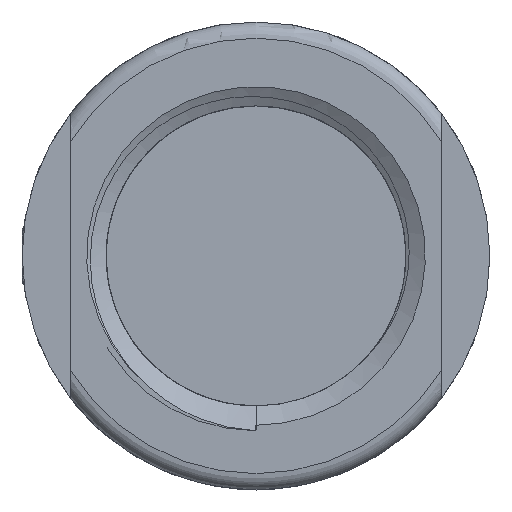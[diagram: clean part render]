
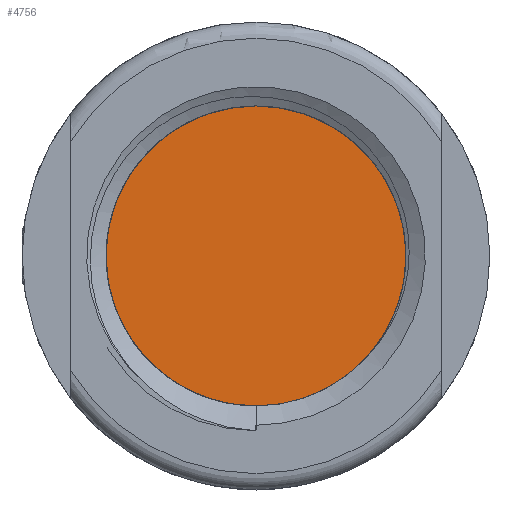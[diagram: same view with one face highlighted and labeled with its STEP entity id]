
A CAD part, left-side view. The second image highlights one B-rep face of the part: STEP entity #4756.
In plain terms, the highlighted planar face has unit normal (-1, 0, 0).
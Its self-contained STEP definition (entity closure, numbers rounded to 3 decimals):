
#137=PLANE('',#5276);
#1124=FACE_OUTER_BOUND('',#1426,.T.);
#1426=EDGE_LOOP('',(#3862,#3863));
#1775=CIRCLE('',#5277,9.573);
#1776=CIRCLE('',#5278,9.573);
#2161=VERTEX_POINT('',#10203);
#2162=VERTEX_POINT('',#10204);
#2803=EDGE_CURVE('',#2161,#2162,#1775,.T.);
#2804=EDGE_CURVE('',#2162,#2161,#1776,.T.);
#3862=ORIENTED_EDGE('',*,*,#2803,.F.);
#3863=ORIENTED_EDGE('',*,*,#2804,.F.);
#4756=ADVANCED_FACE('',(#1124),#137,.T.);
#5276=AXIS2_PLACEMENT_3D('',#10202,#6249,#6250);
#5277=AXIS2_PLACEMENT_3D('',#10205,#6251,#6252);
#5278=AXIS2_PLACEMENT_3D('',#10206,#6253,#6254);
#6249=DIRECTION('center_axis',(-1.,0.,0.));
#6250=DIRECTION('ref_axis',(0.,0.,1.));
#6251=DIRECTION('center_axis',(1.,0.,0.));
#6252=DIRECTION('ref_axis',(0.,0.,-1.));
#6253=DIRECTION('center_axis',(1.,0.,0.));
#6254=DIRECTION('ref_axis',(0.,0.,-1.));
#10202=CARTESIAN_POINT('Origin',(-1.885,9.573,0.));
#10203=CARTESIAN_POINT('',(-1.885,9.573,0.));
#10204=CARTESIAN_POINT('',(-1.885,-9.573,0.));
#10205=CARTESIAN_POINT('Origin',(-1.885,0.,0.));
#10206=CARTESIAN_POINT('Origin',(-1.885,0.,0.));
